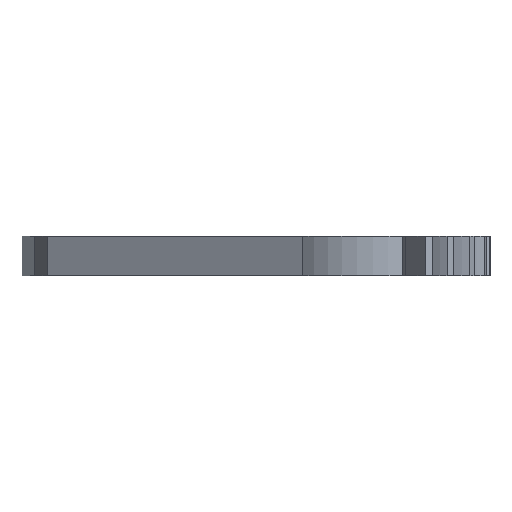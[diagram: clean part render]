
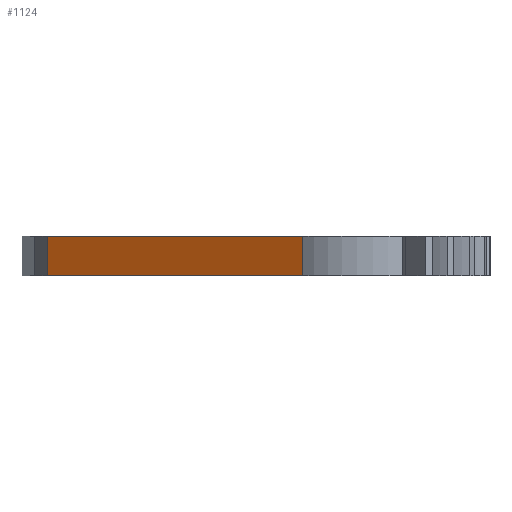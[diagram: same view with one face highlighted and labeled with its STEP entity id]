
A CAD part, front view. The second image highlights one B-rep face of the part: STEP entity #1124.
In plain terms, the highlighted planar face has unit normal (-0.537, -0.844, 0).
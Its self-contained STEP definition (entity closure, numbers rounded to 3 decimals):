
#75=FACE_OUTER_BOUND('',#141,.T.);
#141=EDGE_LOOP('',(#816,#817,#818,#819));
#308=LINE('',#1865,#387);
#314=LINE('',#1887,#393);
#315=LINE('',#1889,#394);
#316=LINE('',#1890,#395);
#387=VECTOR('',#1462,10.);
#393=VECTOR('',#1480,10.);
#394=VECTOR('',#1481,10.);
#395=VECTOR('',#1482,10.);
#510=VERTEX_POINT('',#1862);
#511=VERTEX_POINT('',#1864);
#521=VERTEX_POINT('',#1886);
#522=VERTEX_POINT('',#1888);
#628=EDGE_CURVE('',#510,#511,#308,.T.);
#639=EDGE_CURVE('',#521,#510,#314,.T.);
#640=EDGE_CURVE('',#522,#521,#315,.T.);
#641=EDGE_CURVE('',#522,#511,#316,.T.);
#816=ORIENTED_EDGE('',*,*,#628,.F.);
#817=ORIENTED_EDGE('',*,*,#639,.F.);
#818=ORIENTED_EDGE('',*,*,#640,.F.);
#819=ORIENTED_EDGE('',*,*,#641,.T.);
#1112=PLANE('',#1257);
#1124=ADVANCED_FACE('',(#75),#1112,.T.);
#1257=AXIS2_PLACEMENT_3D('',#1885,#1478,#1479);
#1462=DIRECTION('',(-0.844,0.537,0.));
#1478=DIRECTION('center_axis',(-0.537,-0.844,0.));
#1479=DIRECTION('ref_axis',(-0.844,0.537,0.));
#1480=DIRECTION('',(0.,0.,-1.));
#1481=DIRECTION('',(0.844,-0.537,0.));
#1482=DIRECTION('',(0.,0.,-1.));
#1862=CARTESIAN_POINT('',(-48.636,-68.,0.));
#1864=CARTESIAN_POINT('',(-81.218,-47.252,0.));
#1865=CARTESIAN_POINT('',(-60.522,-60.431,0.));
#1885=CARTESIAN_POINT('Origin',(-48.636,-68.,5.));
#1886=CARTESIAN_POINT('',(-48.636,-68.,5.));
#1887=CARTESIAN_POINT('',(-48.636,-68.,5.));
#1888=CARTESIAN_POINT('',(-81.218,-47.252,5.));
#1889=CARTESIAN_POINT('',(-81.218,-47.252,5.));
#1890=CARTESIAN_POINT('',(-81.218,-47.252,5.));
